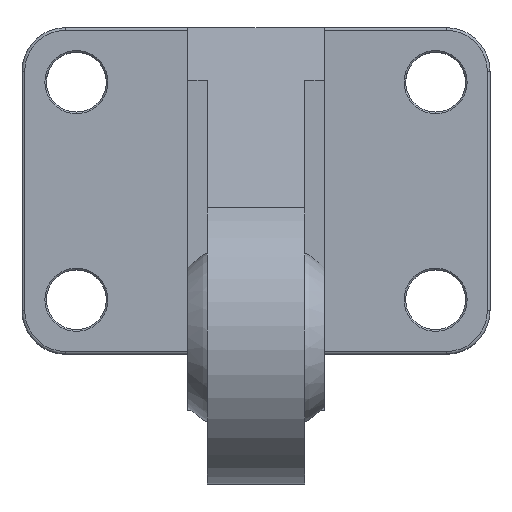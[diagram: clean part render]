
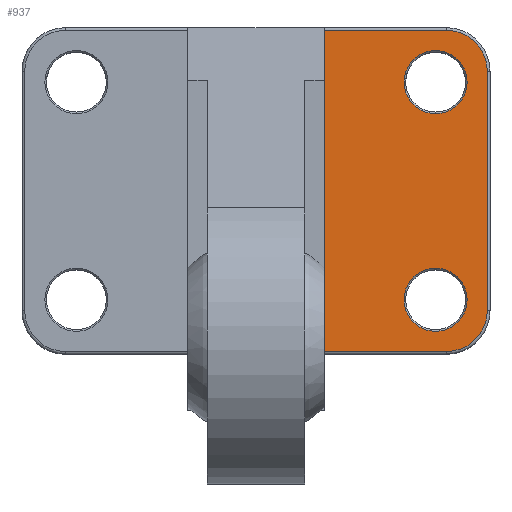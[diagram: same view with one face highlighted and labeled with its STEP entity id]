
A CAD part, top view. The second image highlights one B-rep face of the part: STEP entity #937.
In plain terms, the highlighted planar face has unit normal (0, 0, 1).
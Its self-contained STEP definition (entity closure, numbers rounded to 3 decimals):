
#854=CARTESIAN_POINT('',(38.8,20.0,14.));
#855=VERTEX_POINT('',#854);
#856=CARTESIAN_POINT('',(33.,20.0,14.));
#857=DIRECTION('',(0.0,0.0,1.0));
#858=DIRECTION('',(-1.0,0.0,0.0));
#859=AXIS2_PLACEMENT_3D('',#856,#857,#858);
#860=CIRCLE('',#859,5.8);
#861=EDGE_CURVE('',#855,#855,#860,.T.);
#866=CARTESIAN_POINT('',(0.0,0.,14.));
#867=DIRECTION('',(0.0,0.0,1.0));
#868=DIRECTION('',(1.0,0.0,0.0));
#869=AXIS2_PLACEMENT_3D('',#866,#867,#868);
#870=PLANE('',#869);
#871=CARTESIAN_POINT('',(35.0,-29.5,14.));
#872=VERTEX_POINT('',#871);
#873=CARTESIAN_POINT('',(12.5,-29.5,14.));
#874=VERTEX_POINT('',#873);
#875=CARTESIAN_POINT('',(35.0,-29.5,14.));
#876=DIRECTION('',(-1.0,0.0,0.0));
#877=VECTOR('',#876,22.5);
#878=LINE('',#875,#877);
#879=EDGE_CURVE('',#872,#874,#878,.T.);
#880=ORIENTED_EDGE('',*,*,#879,.F.);
#881=CARTESIAN_POINT('',(42.5,-22.0,14.));
#882=VERTEX_POINT('',#881);
#883=CARTESIAN_POINT('',(35.0,-22.0,14.));
#884=DIRECTION('',(0.0,0.0,-1.0));
#885=DIRECTION('',(0.707,-0.707,0.0));
#886=AXIS2_PLACEMENT_3D('',#883,#884,#885);
#887=CIRCLE('',#886,7.5);
#888=EDGE_CURVE('',#882,#872,#887,.T.);
#889=ORIENTED_EDGE('',*,*,#888,.F.);
#890=CARTESIAN_POINT('',(42.5,22.0,14.));
#891=VERTEX_POINT('',#890);
#892=CARTESIAN_POINT('',(42.5,22.0,14.));
#893=DIRECTION('',(0.0,-1.0,0.0));
#894=VECTOR('',#893,44.0);
#895=LINE('',#892,#894);
#896=EDGE_CURVE('',#891,#882,#895,.T.);
#897=ORIENTED_EDGE('',*,*,#896,.F.);
#898=CARTESIAN_POINT('',(35.,29.5,14.));
#899=VERTEX_POINT('',#898);
#900=CARTESIAN_POINT('',(35.0,22.0,14.));
#901=DIRECTION('',(0.0,0.0,-1.0));
#902=DIRECTION('',(0.707,0.707,0.0));
#903=AXIS2_PLACEMENT_3D('',#900,#901,#902);
#904=CIRCLE('',#903,7.5);
#905=EDGE_CURVE('',#899,#891,#904,.T.);
#906=ORIENTED_EDGE('',*,*,#905,.F.);
#907=CARTESIAN_POINT('',(12.5,29.5,14.));
#908=VERTEX_POINT('',#907);
#909=CARTESIAN_POINT('',(12.5,29.5,14.));
#910=DIRECTION('',(1.0,0.0,0.0));
#911=VECTOR('',#910,22.5);
#912=LINE('',#909,#911);
#913=EDGE_CURVE('',#908,#899,#912,.T.);
#914=ORIENTED_EDGE('',*,*,#913,.F.);
#915=CARTESIAN_POINT('',(12.5,29.5,14.));
#916=DIRECTION('',(0.0,-1.0,0.0));
#917=VECTOR('',#916,59.);
#918=LINE('',#915,#917);
#919=EDGE_CURVE('',#908,#874,#918,.T.);
#920=ORIENTED_EDGE('',*,*,#919,.T.);
#921=EDGE_LOOP('',(#880,#889,#897,#906,#914,#920));
#922=FACE_OUTER_BOUND('',#921,.T.);
#923=CARTESIAN_POINT('',(38.8,-20.0,14.));
#924=VERTEX_POINT('',#923);
#925=CARTESIAN_POINT('',(33.,-20.0,14.));
#926=DIRECTION('',(0.0,0.0,1.0));
#927=DIRECTION('',(-1.0,0.0,0.0));
#928=AXIS2_PLACEMENT_3D('',#925,#926,#927);
#929=CIRCLE('',#928,5.8);
#930=EDGE_CURVE('',#924,#924,#929,.T.);
#931=ORIENTED_EDGE('',*,*,#930,.F.);
#932=EDGE_LOOP('',(#931));
#933=FACE_BOUND('',#932,.T.);
#934=ORIENTED_EDGE('',*,*,#861,.F.);
#935=EDGE_LOOP('',(#934));
#936=FACE_BOUND('',#935,.T.);
#937=ADVANCED_FACE('',(#922,#933,#936),#870,.T.);
